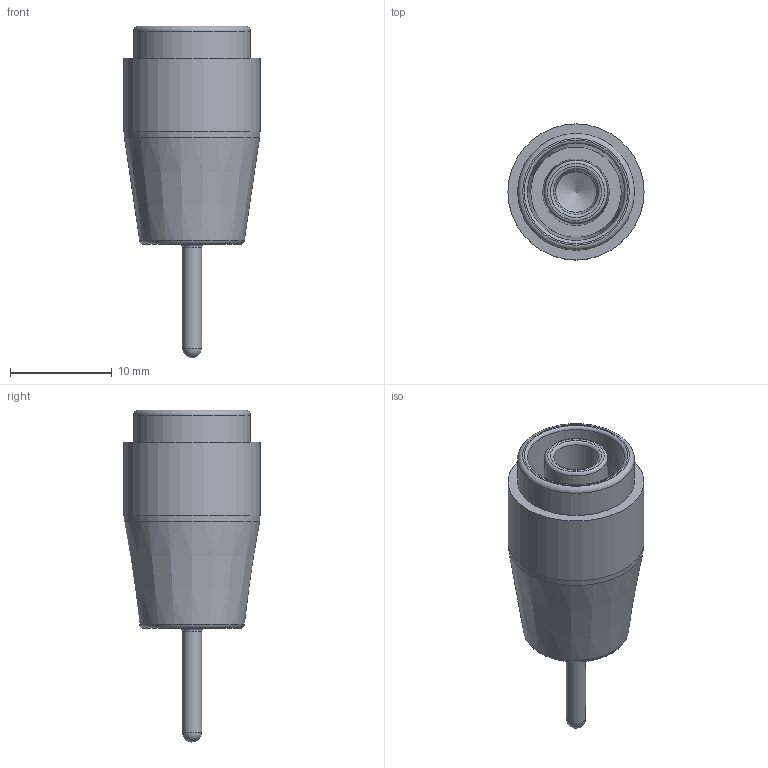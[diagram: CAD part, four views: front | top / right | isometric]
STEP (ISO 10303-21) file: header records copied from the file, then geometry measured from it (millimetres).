
FILE_DESCRIPTION (( 'STEP AP214' ), '1' );
FILE_NAME ('CT3149-0.STEP', '2024-04-02T21:52:52', ( '' ), ( '' ), 'SwSTEP 2.0', 'SolidWorks 2024', '' );
FILE_SCHEMA (( 'AUTOMOTIVE_DESIGN' ));
Length unit declared in the file: millimetre
Products named in the file (1): CT3149-0
Bounding box: 13.4 x 13.4 x 32.69 mm (x, y, z)
Volume: 1624.7 mm3; surface area: 2897.9 mm2
Topology: 2 solids, 2 shells, 182 faces, 508 edges, 334 vertices
Faces by surface type: plane 109, cylinder 57, cone 8, torus 7, sphere 1
Full cylindrical faces by diameter (mm): 1.9 x1, 4 x1, 4.43 x1, 5.3 x1, 5.35 x1, 11.5 x1, 13.4 x1
Entity records: 7812 total; most frequent: CARTESIAN_POINT 1293, ORIENTED_EDGE 960, DIRECTION 876, EDGE_CURVE 480, VERTEX_POINT 330, AXIS2_PLACEMENT_3D 313, LINE 250, VECTOR 250
